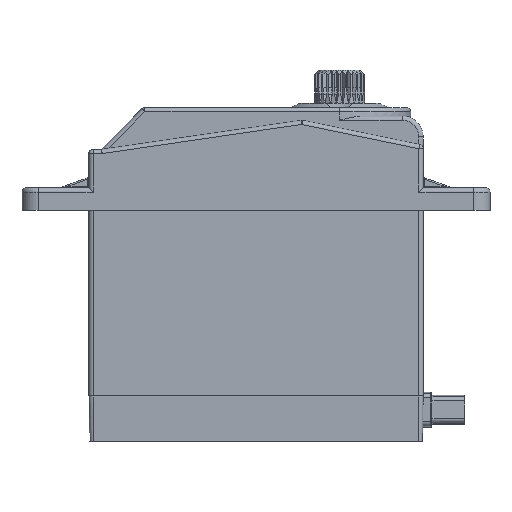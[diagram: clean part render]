
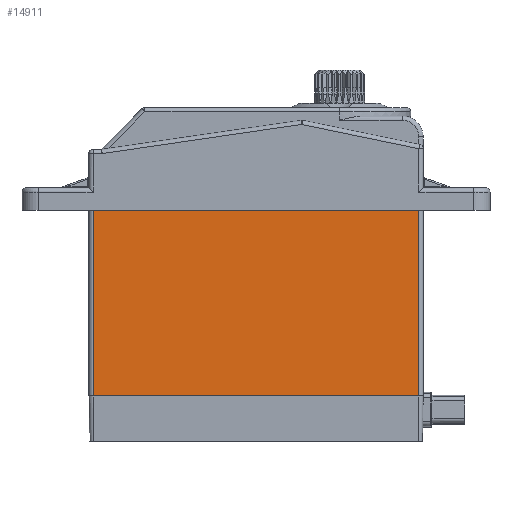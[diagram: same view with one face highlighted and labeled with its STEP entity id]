
A CAD part, front view. The second image highlights one B-rep face of the part: STEP entity #14911.
In plain terms, the highlighted face is planar.
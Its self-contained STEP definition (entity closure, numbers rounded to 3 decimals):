
#352=PLANE('',#16166);
#1206=FACE_OUTER_BOUND('',#2109,.T.);
#2109=EDGE_LOOP('',(#11585,#11586,#11587,#11588));
#4119=LINE('',#29023,#5102);
#4120=LINE('',#29027,#5103);
#4121=LINE('',#29029,#5104);
#4122=LINE('',#29030,#5105);
#5102=VECTOR('',#18853,10.);
#5103=VECTOR('',#18858,10.);
#5104=VECTOR('',#18859,10.);
#5105=VECTOR('',#18860,10.);
#6275=VERTEX_POINT('',#29020);
#6276=VERTEX_POINT('',#29022);
#6277=VERTEX_POINT('',#29026);
#6278=VERTEX_POINT('',#29028);
#8169=EDGE_CURVE('',#6275,#6276,#4119,.T.);
#8171=EDGE_CURVE('',#6277,#6275,#4120,.T.);
#8172=EDGE_CURVE('',#6278,#6277,#4121,.T.);
#8173=EDGE_CURVE('',#6276,#6278,#4122,.T.);
#11585=ORIENTED_EDGE('',*,*,#8171,.F.);
#11586=ORIENTED_EDGE('',*,*,#8172,.F.);
#11587=ORIENTED_EDGE('',*,*,#8173,.F.);
#11588=ORIENTED_EDGE('',*,*,#8169,.F.);
#14911=ADVANCED_FACE('',(#1206),#352,.T.);
#16166=AXIS2_PLACEMENT_3D('',#29025,#18856,#18857);
#18853=DIRECTION('',(0.,-1.,0.));
#18856=DIRECTION('center_axis',(0.,0.,-1.));
#18857=DIRECTION('ref_axis',(1.,0.,0.));
#18858=DIRECTION('',(-1.,0.,0.));
#18859=DIRECTION('',(0.,1.,0.));
#18860=DIRECTION('',(1.,0.,0.));
#29020=CARTESIAN_POINT('',(0.5,-5.5,-20.));
#29022=CARTESIAN_POINT('',(0.5,-27.7,-20.));
#29023=CARTESIAN_POINT('',(0.5,0.,-20.));
#29025=CARTESIAN_POINT('Origin',(0.,0.,-20.));
#29026=CARTESIAN_POINT('',(39.5,-5.5,-20.));
#29027=CARTESIAN_POINT('',(10.,-5.5,-20.));
#29028=CARTESIAN_POINT('',(39.5,-27.7,-20.));
#29029=CARTESIAN_POINT('',(39.5,0.,-20.));
#29030=CARTESIAN_POINT('',(40.,-27.7,-20.));
